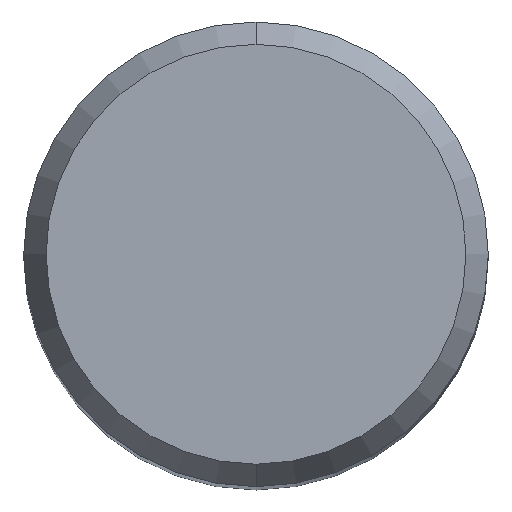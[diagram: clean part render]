
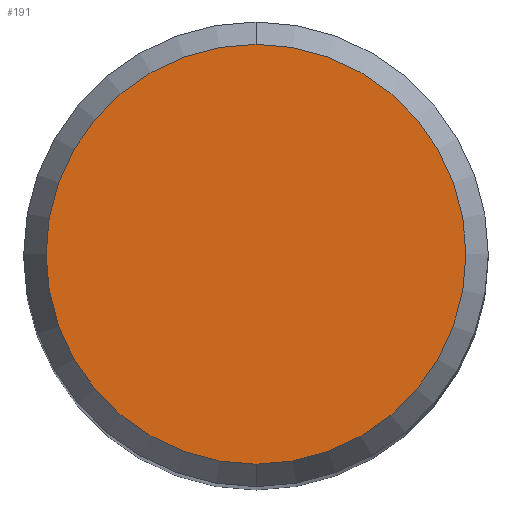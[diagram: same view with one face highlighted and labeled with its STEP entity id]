
A CAD part, top view. The second image highlights one B-rep face of the part: STEP entity #191.
In plain terms, the highlighted planar face has unit normal (0, 0, 1).
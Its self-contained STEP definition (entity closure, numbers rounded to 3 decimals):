
#103=VERTEX_POINT('',#233);
#117=VERTEX_POINT('',#252);
#139=EDGE_CURVE('',#117,#103,#275,.T.);
#155=EDGE_CURVE('',#103,#117,#293,.T.);
#191=ADVANCED_FACE('',(#331),#332,.T.);
#233=CARTESIAN_POINT('',(0.,-4.304,0.01));
#252=CARTESIAN_POINT('',(0.0,4.304,0.01));
#275=CIRCLE('',#422,4.304);
#293=CIRCLE('',#444,4.304);
#331=FACE_OUTER_BOUND('',#497,.T.);
#332=PLANE('',#498);
#422=AXIS2_PLACEMENT_3D('',#588,#589,#590);
#444=AXIS2_PLACEMENT_3D('',#616,#617,#618);
#497=EDGE_LOOP('',(#653,#654));
#498=AXIS2_PLACEMENT_3D('',#655,#656,#657);
#588=CARTESIAN_POINT('',(0.0,0.0,0.01));
#589=DIRECTION('',(0.0,0.0,-1.0));
#590=DIRECTION('',(0.0,1.0,0.0));
#616=CARTESIAN_POINT('',(0.0,0.0,0.01));
#617=DIRECTION('',(0.0,0.0,-1.0));
#618=DIRECTION('',(0.0,1.0,0.0));
#653=ORIENTED_EDGE('',*,*,#139,.F.);
#654=ORIENTED_EDGE('',*,*,#155,.F.);
#655=CARTESIAN_POINT('',(0.0,2.152,0.01));
#656=DIRECTION('',(-0.0,0.0,1.0));
#657=DIRECTION('',(0.0,-1.0,0.0));
